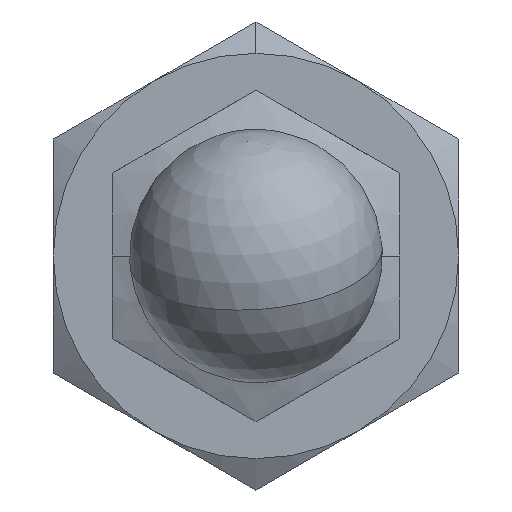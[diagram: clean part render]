
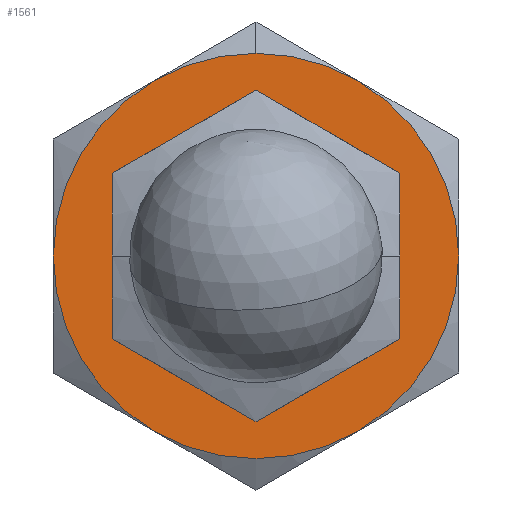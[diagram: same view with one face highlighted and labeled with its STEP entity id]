
A CAD part, front view. The second image highlights one B-rep face of the part: STEP entity #1561.
In plain terms, the highlighted planar face has unit normal (0, -1, 0).
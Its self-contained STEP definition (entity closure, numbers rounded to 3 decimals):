
#21 = EDGE_CURVE ( 'NONE', #612, #1183, #1040, .T. ) ;
#28 = DIRECTION ( 'NONE',  ( 0., 0., 1. ) ) ;
#62 = CARTESIAN_POINT ( 'NONE',  ( 0., 116.094, 0. ) ) ;
#65 = CARTESIAN_POINT ( 'NONE',  ( 0., 116.094, 0. ) ) ;
#68 = CARTESIAN_POINT ( 'NONE',  ( 0., 116.094, 0. ) ) ;
#79 = EDGE_CURVE ( 'NONE', #1620, #537, #885, .T. ) ;
#82 = EDGE_CURVE ( 'NONE', #992, #1526, #1600, .T. ) ;
#89 = CIRCLE ( 'NONE', #957, 12. ) ;
#101 = AXIS2_PLACEMENT_3D ( 'NONE', #1855, #1238, #1848 ) ;
#116 = ORIENTED_EDGE ( 'NONE', *, *, #601, .F. ) ;
#148 = EDGE_CURVE ( 'NONE', #1183, #612, #1456, .T. ) ;
#195 = ORIENTED_EDGE ( 'NONE', *, *, #82, .F. ) ;
#216 = DIRECTION ( 'NONE',  ( 0., 0., 1. ) ) ;
#217 = AXIS2_PLACEMENT_3D ( 'NONE', #1899, #225, #554 ) ;
#225 = DIRECTION ( 'NONE',  ( 0., 1., 0. ) ) ;
#242 = CARTESIAN_POINT ( 'NONE',  ( -8., 116.094, 0. ) ) ;
#275 = AXIS2_PLACEMENT_3D ( 'NONE', #1796, #1195, #446 ) ;
#290 = AXIS2_PLACEMENT_3D ( 'NONE', #1119, #357, #514 ) ;
#321 = DIRECTION ( 'NONE',  ( 0., 0., 1. ) ) ;
#333 = AXIS2_PLACEMENT_3D ( 'NONE', #1090, #1240, #321 ) ;
#357 = DIRECTION ( 'NONE',  ( 0., 1., 0. ) ) ;
#384 = FACE_OUTER_BOUND ( 'NONE', #759, .T. ) ;
#426 = CARTESIAN_POINT ( 'NONE',  ( 6., 116.094, 10.392 ) ) ;
#436 = ORIENTED_EDGE ( 'NONE', *, *, #1894, .F. ) ;
#446 = DIRECTION ( 'NONE',  ( 0., 0., 1. ) ) ;
#514 = DIRECTION ( 'NONE',  ( 0., 0., 1. ) ) ;
#517 = VERTEX_POINT ( 'NONE', #926 ) ;
#525 = DIRECTION ( 'NONE',  ( 0., -1., 0. ) ) ;
#532 = CIRCLE ( 'NONE', #290, 12. ) ;
#537 = VERTEX_POINT ( 'NONE', #1706 ) ;
#539 = DIRECTION ( 'NONE',  ( 0., 1., 0. ) ) ;
#554 = DIRECTION ( 'NONE',  ( 0., 0., 1. ) ) ;
#558 = CARTESIAN_POINT ( 'NONE',  ( 0., 116.094, 0. ) ) ;
#601 = EDGE_CURVE ( 'NONE', #537, #992, #89, .T. ) ;
#612 = VERTEX_POINT ( 'NONE', #844 ) ;
#669 = DIRECTION ( 'NONE',  ( 0., 1., 0. ) ) ;
#672 = DIRECTION ( 'NONE',  ( 0., 1., 0. ) ) ;
#687 = ORIENTED_EDGE ( 'NONE', *, *, #1103, .F. ) ;
#692 = DIRECTION ( 'NONE',  ( 0., 0., 1. ) ) ;
#699 = AXIS2_PLACEMENT_3D ( 'NONE', #1707, #525, #1723 ) ;
#759 = EDGE_LOOP ( 'NONE', ( #195, #116, #1724, #436, #1629, #687, #1173 ) ) ;
#790 = CARTESIAN_POINT ( 'NONE',  ( 6., 116.094, -10.392 ) ) ;
#822 = EDGE_LOOP ( 'NONE', ( #1916, #1611 ) ) ;
#844 = CARTESIAN_POINT ( 'NONE',  ( 8., 116.094, 0. ) ) ;
#885 = CIRCLE ( 'NONE', #1680, 12. ) ;
#895 = EDGE_CURVE ( 'NONE', #1526, #517, #1127, .T. ) ;
#901 = PLANE ( 'NONE',  #275 ) ;
#926 = CARTESIAN_POINT ( 'NONE',  ( -12., 116.094, 0. ) ) ;
#957 = AXIS2_PLACEMENT_3D ( 'NONE', #65, #539, #692 ) ;
#992 = VERTEX_POINT ( 'NONE', #790 ) ;
#1010 = DIRECTION ( 'NONE',  ( -1., 0., 0. ) ) ;
#1040 = CIRCLE ( 'NONE', #101, 8. ) ;
#1043 = VERTEX_POINT ( 'NONE', #1258 ) ;
#1090 = CARTESIAN_POINT ( 'NONE',  ( 0., 116.094, 0. ) ) ;
#1103 = EDGE_CURVE ( 'NONE', #517, #1357, #532, .T. ) ;
#1111 = AXIS2_PLACEMENT_3D ( 'NONE', #68, #672, #1010 ) ;
#1119 = CARTESIAN_POINT ( 'NONE',  ( 0., 116.094, 0. ) ) ;
#1120 = AXIS2_PLACEMENT_3D ( 'NONE', #558, #1513, #28 ) ;
#1122 = FACE_BOUND ( 'NONE', #822, .T. ) ;
#1127 = CIRCLE ( 'NONE', #333, 12. ) ;
#1173 = ORIENTED_EDGE ( 'NONE', *, *, #895, .F. ) ;
#1183 = VERTEX_POINT ( 'NONE', #242 ) ;
#1194 = CARTESIAN_POINT ( 'NONE',  ( -6., 116.094, 10.392 ) ) ;
#1195 = DIRECTION ( 'NONE',  ( 0., 1., 0. ) ) ;
#1238 = DIRECTION ( 'NONE',  ( 0., -1., 0. ) ) ;
#1239 = EDGE_CURVE ( 'NONE', #1357, #1043, #1416, .T. ) ;
#1240 = DIRECTION ( 'NONE',  ( 0., 1., 0. ) ) ;
#1258 = CARTESIAN_POINT ( 'NONE',  ( 0., 116.094, 12. ) ) ;
#1261 = CIRCLE ( 'NONE', #1120, 12. ) ;
#1357 = VERTEX_POINT ( 'NONE', #1194 ) ;
#1416 = CIRCLE ( 'NONE', #217, 12. ) ;
#1456 = CIRCLE ( 'NONE', #699, 8. ) ;
#1513 = DIRECTION ( 'NONE',  ( 0., 1., 0. ) ) ;
#1526 = VERTEX_POINT ( 'NONE', #1704 ) ;
#1561 = ADVANCED_FACE ( 'NONE', ( #384, #1122 ), #901, .F. ) ;
#1600 = CIRCLE ( 'NONE', #1111, 12. ) ;
#1611 = ORIENTED_EDGE ( 'NONE', *, *, #148, .F. ) ;
#1620 = VERTEX_POINT ( 'NONE', #426 ) ;
#1629 = ORIENTED_EDGE ( 'NONE', *, *, #1239, .F. ) ;
#1680 = AXIS2_PLACEMENT_3D ( 'NONE', #62, #669, #216 ) ;
#1704 = CARTESIAN_POINT ( 'NONE',  ( -6., 116.094, -10.392 ) ) ;
#1706 = CARTESIAN_POINT ( 'NONE',  ( 12., 116.094, 0. ) ) ;
#1707 = CARTESIAN_POINT ( 'NONE',  ( 0., 116.094, 0. ) ) ;
#1723 = DIRECTION ( 'NONE',  ( 1., 0., 0. ) ) ;
#1724 = ORIENTED_EDGE ( 'NONE', *, *, #79, .F. ) ;
#1796 = CARTESIAN_POINT ( 'NONE',  ( 0., 116.094, 13.856 ) ) ;
#1848 = DIRECTION ( 'NONE',  ( 1., 0., 0. ) ) ;
#1855 = CARTESIAN_POINT ( 'NONE',  ( 0., 116.094, 0. ) ) ;
#1894 = EDGE_CURVE ( 'NONE', #1043, #1620, #1261, .T. ) ;
#1899 = CARTESIAN_POINT ( 'NONE',  ( 0., 116.094, 0. ) ) ;
#1916 = ORIENTED_EDGE ( 'NONE', *, *, #21, .F. ) ;
